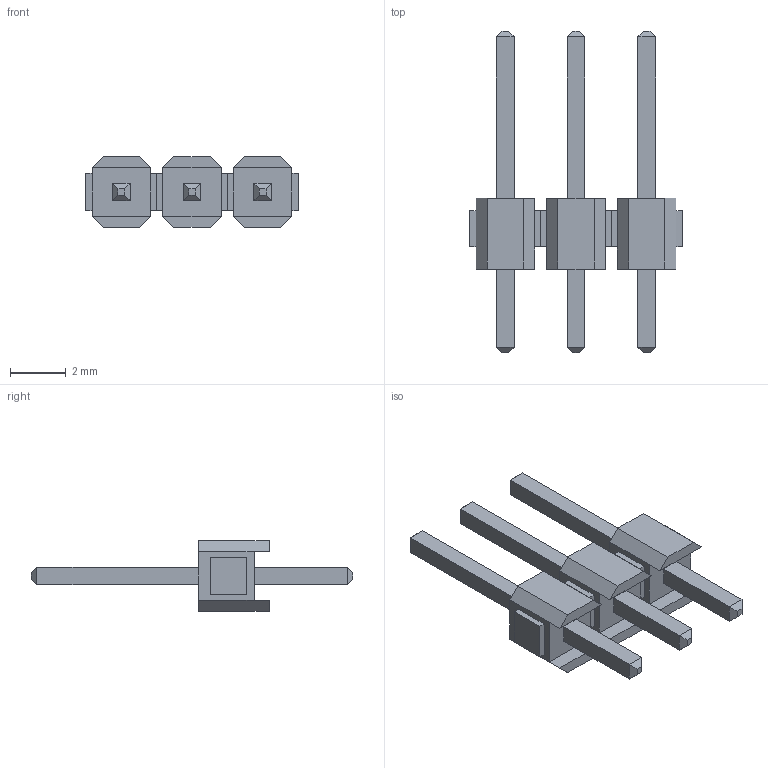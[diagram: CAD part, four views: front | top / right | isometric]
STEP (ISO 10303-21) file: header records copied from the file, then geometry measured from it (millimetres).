
FILE_DESCRIPTION (( 'STEP AP214' ), '1' );
FILE_NAME ('PLS-03.STEP', '2019-06-24T14:17:36', ( '' ), ( '' ), 'SwSTEP 2.0', 'SolidWorks 2018', '' );
FILE_SCHEMA (( 'AUTOMOTIVE_DESIGN' ));
Length unit declared in the file: millimetre
Products named in the file (2): PLS-03; PLS-01
Assembly tree (3 placements, depth 2):
  PLS-03
    PLS-01  x3
Bounding box: 7.62 x 11.54 x 2.54 mm (x, y, z)
Volume: 46.1 mm3; surface area: 172.9 mm2
Topology: 3 solids, 3 shells, 126 faces, 288 edges, 180 vertices
Faces by surface type: plane 126
Entity records: 1688 total; most frequent: CARTESIAN_POINT 204, ORIENTED_EDGE 192, DIRECTION 192, VECTOR 96, EDGE_CURVE 96, LINE 96, VERTEX_POINT 60, AXIS2_PLACEMENT_3D 48
